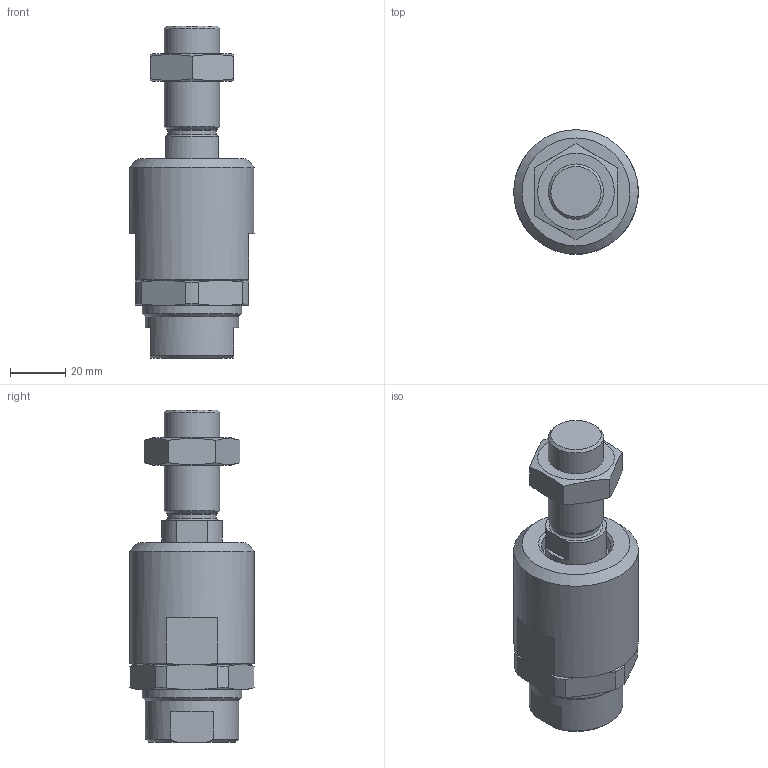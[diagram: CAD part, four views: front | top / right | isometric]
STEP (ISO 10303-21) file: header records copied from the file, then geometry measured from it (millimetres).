
FILE_DESCRIPTION(/* description */ ('STEP AP214'),/* implementation_level */ '2;1');
FILE_NAME(/* name */ '8170124_DARP-M20P-F',/* time_stamp */ '2024-08-14T15:19:28+02:00',/* author */ ('License CC BY-ND 4.0'),/* organization */ ('CADENAS'),/* preprocessor_version */ 'ST-DEVELOPER v19.3',/* originating_system */ 'PARTsolutions',/* authorisation */ ' ');
FILE_SCHEMA (('AUTOMOTIVE_DESIGN {1 0 10303 214 3 1 1}'));
Length unit declared in the file: millimetre
Products named in the file (3): 8170124 DARP-M20P-F---(high); 8170124 DARP-M20P-F---(highK); ISO 8675 M20x1.5 (F)
Assembly tree (2 placements, depth 2):
  8170124 DARP-M20P-F---(high)
    8170124 DARP-M20P-F---(highK)
    ISO 8675 M20x1.5 (F)
Bounding box: 45 x 45 x 120 mm (x, y, z)
Volume: 107016 mm3; surface area: 21170.6 mm2
Topology: 2 solids, 2 shells, 81 faces, 188 edges, 115 vertices
Faces by surface type: plane 38, cone 26, cylinder 15, torus 2
Full cylindrical faces by diameter (mm): 17.7 x1, 18.376 x2, 20 x1, 22 x1, 25 x1, 33.8 x1, 36 x1, 45 x1
Entity records: 2249 total; most frequent: CARTESIAN_POINT 496, DIRECTION 352, ORIENTED_EDGE 320, EDGE_CURVE 160, AXIS2_PLACEMENT_3D 152, VERTEX_POINT 108, EDGE_LOOP 108, FACE_BOUND 108
